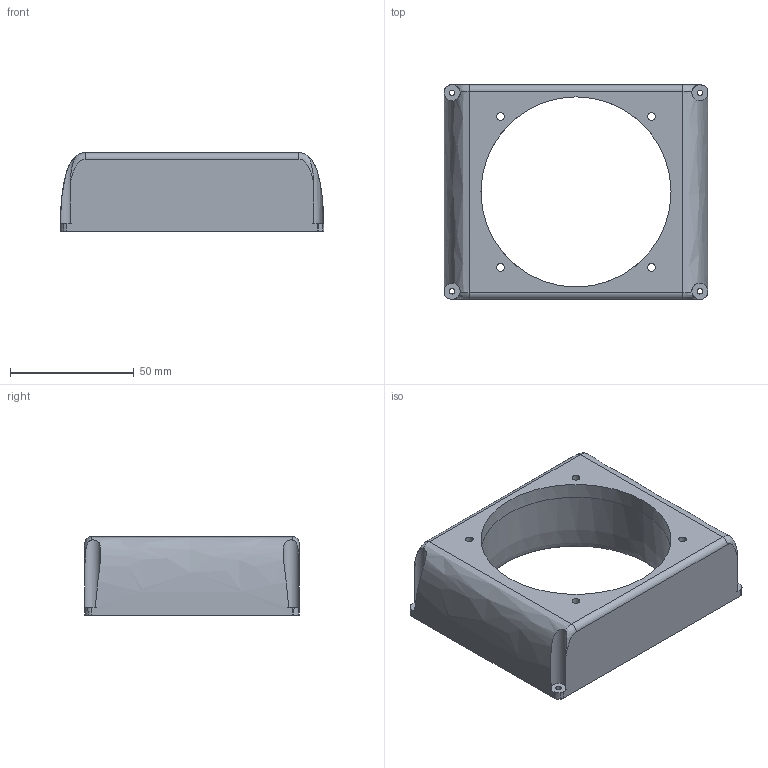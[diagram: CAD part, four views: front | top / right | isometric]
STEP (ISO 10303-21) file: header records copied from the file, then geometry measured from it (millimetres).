
FILE_DESCRIPTION(/* description */ ('STEP AP242','CAx-IF Rec.Pracs.---Representation and Presentation of Product Manufacturing Information (PMI)---4.0---2014-10-13','CAx-IF Rec.Pracs.---3D Tessellated Geometry---0.4---2014-09-14','2;1'),/* implementation_level */ '2;1');
FILE_NAME(/* name */ '67fd815a6c845604ce6472b7',/* time_stamp */ '2025-04-14T21:42:50Z',/* author */ (''),/* organization */ (''),/* preprocessor_version */ 'ST-DEVELOPER v20',/* originating_system */ 'ONSHAPE BY PTC INC, 1.196',/* authorisation */ ' ');
FILE_SCHEMA (('AP242_MANAGED_MODEL_BASED_3D_ENGINEERING_MIM_LF { 1 0 10303 442 1 1 4 }'));
Length unit declared in the file: metre
Products named in the file (1): Upper Box
Bounding box: 106.7 x 86.7 x 31.75 mm (x, y, z)
Volume: 129261 mm3; surface area: 29098 mm2
Topology: 1 solids, 1 shells, 163 faces, 457 edges, 303 vertices
Faces by surface type: plane 73, bspline 57, cylinder 33
Full cylindrical faces by diameter (mm): 2.2 x4, 3.175 x4, 76.962 x1
Entity records: 5821 total; most frequent: CARTESIAN_POINT 1975, ORIENTED_EDGE 894, DIRECTION 594, EDGE_CURVE 447, VERTEX_POINT 303, LINE 254, VECTOR 254, EDGE_LOOP 198
